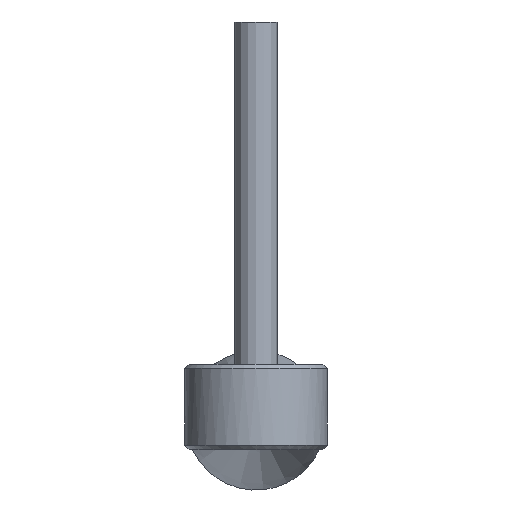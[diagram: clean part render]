
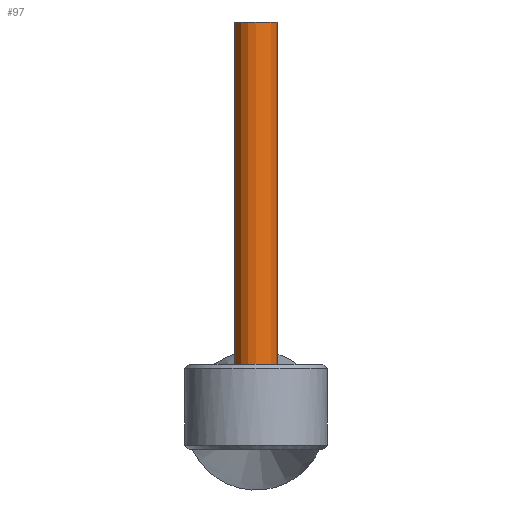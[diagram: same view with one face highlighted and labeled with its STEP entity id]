
A CAD part, left-side view. The second image highlights one B-rep face of the part: STEP entity #97.
In plain terms, the highlighted cylindrical face has radius 1.5 mm (diameter 3 mm), a full revolution.
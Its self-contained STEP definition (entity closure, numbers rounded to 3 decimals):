
#97 = ADVANCED_FACE( '', ( #232, #233 ), #234, .T. );
#232 = FACE_OUTER_BOUND( '', #416, .T. );
#233 = FACE_OUTER_BOUND( '', #417, .T. );
#234 = CYLINDRICAL_SURFACE( '', #418, 1.5 );
#416 = EDGE_LOOP( '', ( #635 ) );
#417 = EDGE_LOOP( '', ( #636 ) );
#418 = AXIS2_PLACEMENT_3D( '', #637, #638, #639 );
#635 = ORIENTED_EDGE( '', *, *, #935, .T. );
#636 = ORIENTED_EDGE( '', *, *, #955, .F. );
#637 = CARTESIAN_POINT( '', ( 0., 0., 205.957 ) );
#638 = DIRECTION( '', ( 0., 0., 1. ) );
#639 = DIRECTION( '', ( -1., 0., 0. ) );
#935 = EDGE_CURVE( '', #1086, #1086, #1087, .T. );
#955 = EDGE_CURVE( '', #1119, #1119, #1120, .T. );
#1086 = VERTEX_POINT( '', #1387 );
#1087 = CIRCLE( '', #1388, 1.5 );
#1119 = VERTEX_POINT( '', #1424 );
#1120 = CIRCLE( '', #1425, 1.5 );
#1387 = CARTESIAN_POINT( '', ( 1.5, 0., 6. ) );
#1388 = AXIS2_PLACEMENT_3D( '', #1610, #1611, #1612 );
#1424 = CARTESIAN_POINT( '', ( 1.5, 0., 30. ) );
#1425 = AXIS2_PLACEMENT_3D( '', #1641, #1642, #1643 );
#1610 = CARTESIAN_POINT( '', ( 0., 0., 6. ) );
#1611 = DIRECTION( '', ( 0., 0., 1. ) );
#1612 = DIRECTION( '', ( 1., 0., 0. ) );
#1641 = CARTESIAN_POINT( '', ( 0., 0., 30. ) );
#1642 = DIRECTION( '', ( 0., 0., 1. ) );
#1643 = DIRECTION( '', ( 1., 0., 0. ) );
